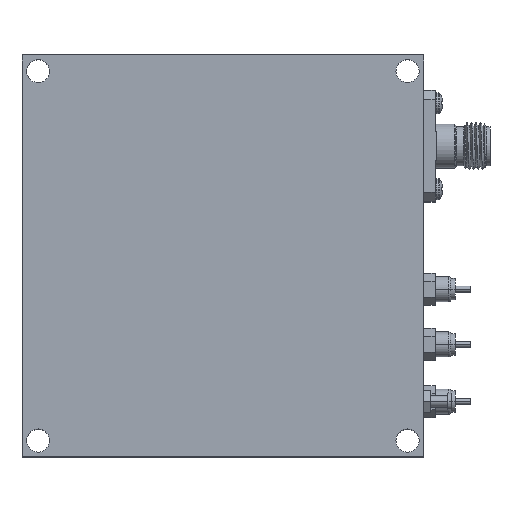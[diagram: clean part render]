
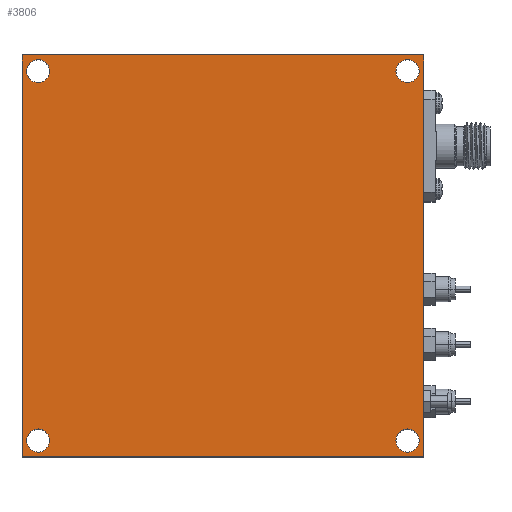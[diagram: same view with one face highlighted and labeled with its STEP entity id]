
A CAD part, top view. The second image highlights one B-rep face of the part: STEP entity #3806.
In plain terms, the highlighted planar face has unit normal (0, 0, 1).
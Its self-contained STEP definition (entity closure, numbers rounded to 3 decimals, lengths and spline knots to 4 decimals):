
#519 = DIRECTION ( 'NONE',  ( -1., 0., 0. ) ) ;
#1837 = DIRECTION ( 'NONE',  ( -1., 0., 0. ) ) ;
#2076 = CARTESIAN_POINT ( 'NONE',  ( 1.035, -1.035, 1.33 ) ) ;
#2488 = EDGE_CURVE ( 'NONE', #27115, #14074, #21909, .T. ) ;
#2820 = VERTEX_POINT ( 'NONE', #5554 ) ;
#2991 = EDGE_LOOP ( 'NONE', ( #30258, #13364 ) ) ;
#3135 = DIRECTION ( 'NONE',  ( -1., 0., 0. ) ) ;
#3499 = CARTESIAN_POINT ( 'NONE',  ( 1.125, 1.125, 1.33 ) ) ;
#3554 = AXIS2_PLACEMENT_3D ( 'NONE', #18826, #26431, #11132 ) ;
#3806 = ADVANCED_FACE ( 'NONE', ( #32831, #29574, #12959, #7707, #25935 ), #26369, .F. ) ;
#3858 = VERTEX_POINT ( 'NONE', #16064 ) ;
#3938 = ORIENTED_EDGE ( 'NONE', *, *, #31556, .T. ) ;
#4315 = CARTESIAN_POINT ( 'NONE',  ( -0.97, -1.035, 1.33 ) ) ;
#4346 = DIRECTION ( 'NONE',  ( -1., 0., 0. ) ) ;
#4559 = AXIS2_PLACEMENT_3D ( 'NONE', #16410, #26375, #3135 ) ;
#4666 = CARTESIAN_POINT ( 'NONE',  ( 0.97, -1.035, 1.33 ) ) ;
#4726 = AXIS2_PLACEMENT_3D ( 'NONE', #28980, #10844, #519 ) ;
#5011 = CARTESIAN_POINT ( 'NONE',  ( 1.1, 1.035, 1.33 ) ) ;
#5208 = VERTEX_POINT ( 'NONE', #22758 ) ;
#5410 = EDGE_CURVE ( 'NONE', #21547, #14348, #12176, .T. ) ;
#5494 = ORIENTED_EDGE ( 'NONE', *, *, #6364, .T. ) ;
#5554 = CARTESIAN_POINT ( 'NONE',  ( -0.97, 1.035, 1.33 ) ) ;
#5597 = EDGE_LOOP ( 'NONE', ( #11177, #20798 ) ) ;
#5960 = AXIS2_PLACEMENT_3D ( 'NONE', #18438, #23754, #15957 ) ;
#6364 = EDGE_CURVE ( 'NONE', #2820, #28216, #6444, .T. ) ;
#6444 = CIRCLE ( 'NONE', #5960, 0.065 ) ;
#6973 = EDGE_CURVE ( 'NONE', #3858, #5208, #17766, .T. ) ;
#7277 = DIRECTION ( 'NONE',  ( 0., 0., -1. ) ) ;
#7438 = DIRECTION ( 'NONE',  ( -1., 0., 0. ) ) ;
#7467 = DIRECTION ( 'NONE',  ( 0., 0., -1. ) ) ;
#7643 = CIRCLE ( 'NONE', #4559, 0.065 ) ;
#7707 = FACE_BOUND ( 'NONE', #2991, .T. ) ;
#7935 = VECTOR ( 'NONE', #29229, 39.3701 ) ;
#8264 = CIRCLE ( 'NONE', #27428, 0.065 ) ;
#9280 = CARTESIAN_POINT ( 'NONE',  ( -1.1, 1.035, 1.33 ) ) ;
#9416 = EDGE_LOOP ( 'NONE', ( #11714, #3938 ) ) ;
#10480 = VECTOR ( 'NONE', #20962, 39.3701 ) ;
#10844 = DIRECTION ( 'NONE',  ( 0., 0., -1. ) ) ;
#11132 = DIRECTION ( 'NONE',  ( -1., 0., 0. ) ) ;
#11177 = ORIENTED_EDGE ( 'NONE', *, *, #21523, .T. ) ;
#11439 = VECTOR ( 'NONE', #31757, 39.3701 ) ;
#11654 = CIRCLE ( 'NONE', #31702, 0.065 ) ;
#11714 = ORIENTED_EDGE ( 'NONE', *, *, #5410, .T. ) ;
#11824 = ORIENTED_EDGE ( 'NONE', *, *, #27784, .T. ) ;
#12176 = CIRCLE ( 'NONE', #22886, 0.065 ) ;
#12959 = FACE_BOUND ( 'NONE', #5597, .T. ) ;
#12968 = EDGE_CURVE ( 'NONE', #5208, #19718, #16340, .T. ) ;
#13243 = DIRECTION ( 'NONE',  ( -1., 0., 0. ) ) ;
#13364 = ORIENTED_EDGE ( 'NONE', *, *, #14052, .T. ) ;
#13368 = EDGE_LOOP ( 'NONE', ( #15192, #24471, #22821, #11824 ) ) ;
#14052 = EDGE_CURVE ( 'NONE', #14074, #27115, #31669, .T. ) ;
#14074 = VERTEX_POINT ( 'NONE', #5011 ) ;
#14348 = VERTEX_POINT ( 'NONE', #4315 ) ;
#14883 = CARTESIAN_POINT ( 'NONE',  ( 0.97, 1.035, 1.33 ) ) ;
#14913 = CARTESIAN_POINT ( 'NONE',  ( -1.035, 1.035, 1.33 ) ) ;
#15192 = ORIENTED_EDGE ( 'NONE', *, *, #6973, .T. ) ;
#15372 = CARTESIAN_POINT ( 'NONE',  ( 1.1, -1.035, 1.33 ) ) ;
#15470 = CIRCLE ( 'NONE', #24615, 0.065 ) ;
#15502 = VECTOR ( 'NONE', #24453, 39.3701 ) ;
#15748 = CARTESIAN_POINT ( 'NONE',  ( -1.125, 1.125, 1.33 ) ) ;
#15957 = DIRECTION ( 'NONE',  ( -1., 0., 0. ) ) ;
#16064 = CARTESIAN_POINT ( 'NONE',  ( -1.125, 1.125, 1.33 ) ) ;
#16101 = EDGE_LOOP ( 'NONE', ( #31372, #5494 ) ) ;
#16126 = CARTESIAN_POINT ( 'NONE',  ( 1.125, -1.125, 1.33 ) ) ;
#16180 = EDGE_CURVE ( 'NONE', #28216, #2820, #8264, .T. ) ;
#16340 = LINE ( 'NONE', #16126, #11439 ) ;
#16410 = CARTESIAN_POINT ( 'NONE',  ( -1.035, -1.035, 1.33 ) ) ;
#17766 = LINE ( 'NONE', #15748, #10480 ) ;
#18433 = CARTESIAN_POINT ( 'NONE',  ( -1.035, -1.035, 1.33 ) ) ;
#18438 = CARTESIAN_POINT ( 'NONE',  ( -1.035, 1.035, 1.33 ) ) ;
#18826 = CARTESIAN_POINT ( 'NONE',  ( 1.035, 1.035, 1.33 ) ) ;
#19391 = VERTEX_POINT ( 'NONE', #15372 ) ;
#19718 = VERTEX_POINT ( 'NONE', #21344 ) ;
#19849 = DIRECTION ( 'NONE',  ( 0., 0., -1. ) ) ;
#20798 = ORIENTED_EDGE ( 'NONE', *, *, #28595, .T. ) ;
#20962 = DIRECTION ( 'NONE',  ( 0., -1., 0. ) ) ;
#21218 = VERTEX_POINT ( 'NONE', #4666 ) ;
#21344 = CARTESIAN_POINT ( 'NONE',  ( 1.125, -1.125, 1.33 ) ) ;
#21523 = EDGE_CURVE ( 'NONE', #21218, #19391, #11654, .T. ) ;
#21547 = VERTEX_POINT ( 'NONE', #24616 ) ;
#21909 = CIRCLE ( 'NONE', #3554, 0.065 ) ;
#22758 = CARTESIAN_POINT ( 'NONE',  ( -1.125, -1.125, 1.33 ) ) ;
#22821 = ORIENTED_EDGE ( 'NONE', *, *, #24801, .T. ) ;
#22886 = AXIS2_PLACEMENT_3D ( 'NONE', #18433, #28745, #13243 ) ;
#22914 = CARTESIAN_POINT ( 'NONE',  ( 1.035, 1.035, 1.33 ) ) ;
#23395 = CARTESIAN_POINT ( 'NONE',  ( 1.125, 1.125, 1.33 ) ) ;
#23754 = DIRECTION ( 'NONE',  ( 0., 0., -1. ) ) ;
#24453 = DIRECTION ( 'NONE',  ( -1., 0., 0. ) ) ;
#24471 = ORIENTED_EDGE ( 'NONE', *, *, #12968, .T. ) ;
#24615 = AXIS2_PLACEMENT_3D ( 'NONE', #2076, #19849, #1837 ) ;
#24616 = CARTESIAN_POINT ( 'NONE',  ( -1.1, -1.035, 1.33 ) ) ;
#24801 = EDGE_CURVE ( 'NONE', #19718, #28238, #24956, .T. ) ;
#24956 = LINE ( 'NONE', #3499, #7935 ) ;
#25935 = FACE_OUTER_BOUND ( 'NONE', #13368, .T. ) ;
#26369 = PLANE ( 'NONE',  #4726 ) ;
#26375 = DIRECTION ( 'NONE',  ( 0., 0., -1. ) ) ;
#26431 = DIRECTION ( 'NONE',  ( 0., 0., -1. ) ) ;
#27115 = VERTEX_POINT ( 'NONE', #14883 ) ;
#27241 = LINE ( 'NONE', #29581, #15502 ) ;
#27428 = AXIS2_PLACEMENT_3D ( 'NONE', #14913, #28035, #7438 ) ;
#27784 = EDGE_CURVE ( 'NONE', #28238, #3858, #27241, .T. ) ;
#28035 = DIRECTION ( 'NONE',  ( 0., 0., -1. ) ) ;
#28216 = VERTEX_POINT ( 'NONE', #9280 ) ;
#28238 = VERTEX_POINT ( 'NONE', #23395 ) ;
#28595 = EDGE_CURVE ( 'NONE', #19391, #21218, #15470, .T. ) ;
#28745 = DIRECTION ( 'NONE',  ( 0., 0., -1. ) ) ;
#28923 = AXIS2_PLACEMENT_3D ( 'NONE', #22914, #7277, #4346 ) ;
#28980 = CARTESIAN_POINT ( 'NONE',  ( 0., 0., 1.33 ) ) ;
#29229 = DIRECTION ( 'NONE',  ( 0., 1., 0. ) ) ;
#29574 = FACE_BOUND ( 'NONE', #9416, .T. ) ;
#29581 = CARTESIAN_POINT ( 'NONE',  ( -1.125, 1.125, 1.33 ) ) ;
#30258 = ORIENTED_EDGE ( 'NONE', *, *, #2488, .T. ) ;
#30704 = CARTESIAN_POINT ( 'NONE',  ( 1.035, -1.035, 1.33 ) ) ;
#31372 = ORIENTED_EDGE ( 'NONE', *, *, #16180, .T. ) ;
#31556 = EDGE_CURVE ( 'NONE', #14348, #21547, #7643, .T. ) ;
#31669 = CIRCLE ( 'NONE', #28923, 0.065 ) ;
#31702 = AXIS2_PLACEMENT_3D ( 'NONE', #30704, #7467, #31711 ) ;
#31711 = DIRECTION ( 'NONE',  ( -1., 0., 0. ) ) ;
#31757 = DIRECTION ( 'NONE',  ( 1., 0., 0. ) ) ;
#32831 = FACE_BOUND ( 'NONE', #16101, .T. ) ;
